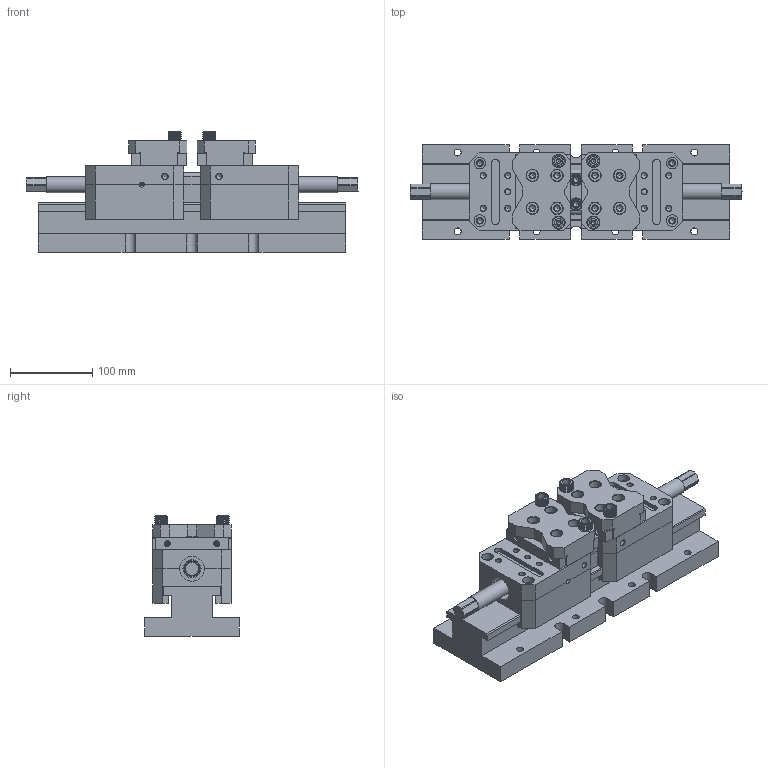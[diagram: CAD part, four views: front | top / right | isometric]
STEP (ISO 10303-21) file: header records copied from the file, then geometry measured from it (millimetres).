
FILE_DESCRIPTION(/* description */ (''),/* implementation_level */ '2;1');
FILE_NAME(/* name */ '24_100_Redondo_1A_30-55.stp',/* time_stamp */ '2025-10-29T09:54:16+01:00',/* author */ (''),/* organization */ (''),/* preprocessor_version */ 'ST-DEVELOPER v20',/* originating_system */ 'SIEMENS PLM Software NX2406.8100',/* authorisation */ '');
FILE_SCHEMA (('AP203_CONFIGURATION_CONTROLLED_3D_DESIGN_OF_MECHANICAL_PARTS_AND_ASSEMBLIES_MIM_LF { 1 0 10303 403 2 1 2}'));
Length unit declared in the file: millimetre
Products named in the file (1): 24_100_Redondo_1A_30-55_objects
Bounding box: 404 x 115 x 146.6 mm (x, y, z)
Volume: 3133392.2 mm3; surface area: 482804.5 mm2
Topology: 21 solids, 21 shells, 912 faces, 2320 edges, 1516 vertices
Faces by surface type: plane 374, cylinder 279, cone 216, torus 37, bspline 6
Full cylindrical faces by diameter (mm): 2 x1, 2.65 x8, 3.3 x4, 3.4 x8, 4.5 x2, 5 x4, 6.2 x4, 6.5 x8, 6.8 x34, 7 x2, 8 x8, 8.2 x16, 8.5 x12, 10 x4, 11 x8, 13.5 x3, 14 x40, 16 x20, 19 x2, 19.5 x2, 19.7 x1, 20 x1, 22 x2, 29 x2, 30 x2, 34 x1
Entity records: 24122 total; most frequent: CARTESIAN_POINT 4481, DIRECTION 4110, ORIENTED_EDGE 3222, AXIS2_PLACEMENT_3D 1626, EDGE_CURVE 1611, EDGE_LOOP 1528, VERTEX_POINT 1313, FACE_BOUND 1243
